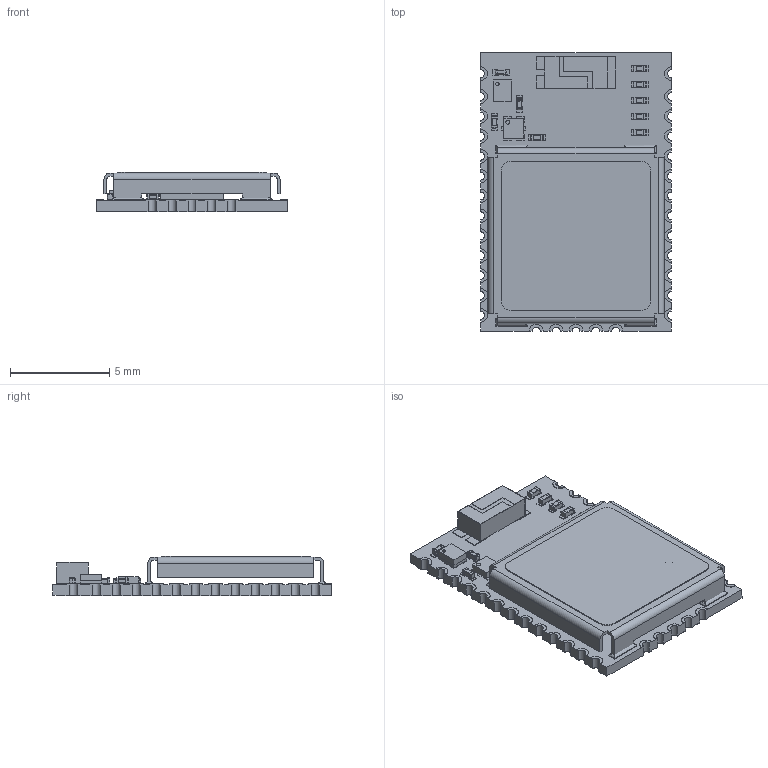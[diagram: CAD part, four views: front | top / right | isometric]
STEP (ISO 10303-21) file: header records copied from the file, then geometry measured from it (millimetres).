
FILE_DESCRIPTION (( 'STEP AP214' ), '1' );
FILE_NAME ('CAM.STEP', '2020-10-10T19:26:32', ( '' ), ( '' ), 'SwSTEP 2.0', 'SolidWorks 2019', '' );
FILE_SCHEMA (( 'AUTOMOTIVE_DESIGN' ));
Length unit declared in the file: inch
Products named in the file (10): SAW_FILTER; CAM; L0201; GPS_CHIP_ANT; SHIELDING_COVER_FOR_CAM_Default; R0201; u-blox_MAX_label_Default; C0201; NJG1143UA2; CAM_PCB
Assembly tree (15 placements, depth 2):
  CAM
    SAW_FILTER
    C0201  x3
    L0201
    NJG1143UA2
    SHIELDING_COVER_FOR_CAM_Default
    R0201  x5
    CAM_PCB
    GPS_CHIP_ANT
    u-blox_MAX_label_Default
Bounding box: 9.6 x 14 x 2 mm (x, y, z)
Volume: 99.1 mm3; surface area: 679.1 mm2
Topology: 41 solids, 41 shells, 1206 faces, 3040 edges, 1931 vertices
Faces by surface type: plane 849, cylinder 269, bspline 88
Entity records: 40840 total; most frequent: CARTESIAN_POINT 5647, ORIENTED_EDGE 4728, DIRECTION 4478, EDGE_CURVE 2364, VECTOR 1954, LINE 1954, VERTEX_POINT 1535, AXIS2_PLACEMENT_3D 1262
